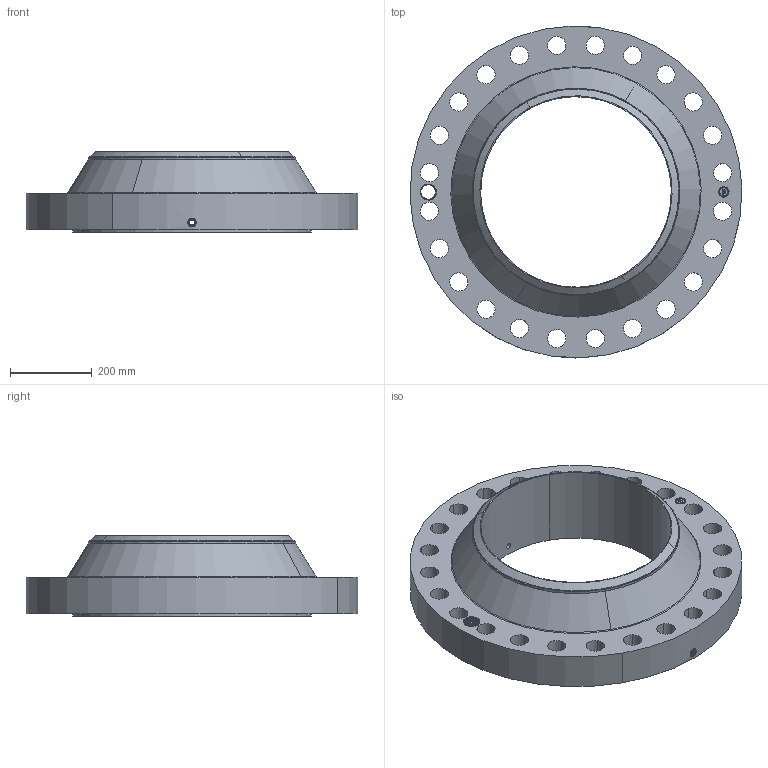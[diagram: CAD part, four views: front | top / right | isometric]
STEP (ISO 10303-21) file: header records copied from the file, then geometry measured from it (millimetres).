
FILE_DESCRIPTION(('3D STEP'),'2;1');
FILE_NAME('20-600-RF-WELD-NECK-60-ORIF-FLANGE.stp','2013-10-27T01:51:35+00:00',('Texas Flange'),(''),'CATIA Version 5 Release 20 SP 6 (IN-10)','CATIA V5 STEP AP214','800-826-3801');
FILE_SCHEMA(('AUTOMOTIVE_DESIGN { 1 0 10303 214 1 1 1 1 }'));
Length unit declared in the file: inch
Products named in the file (1): 20-600-RF-WELD-NECK-60-ORIF-FLANGE
Bounding box: 812.57 x 812.8 x 196.85 mm (x, y, z)
Volume: 34627393.7 mm3; surface area: 1577870.3 mm2
Topology: 1 solids, 1 shells, 883 faces, 2399 edges, 1537 vertices
Faces by surface type: plane 369, bspline 304, cylinder 151, cone 51, torus 4, revolution 4
Entity records: 38375 total; most frequent: CARTESIAN_POINT 17001, ORIENTED_EDGE 4798, EDGE_CURVE 2399, DIRECTION 2233, VERTEX_POINT 1537, VECTOR 1241, LINE 1241, B_SPLINE_CURVE_WITH_KNOTS 976
